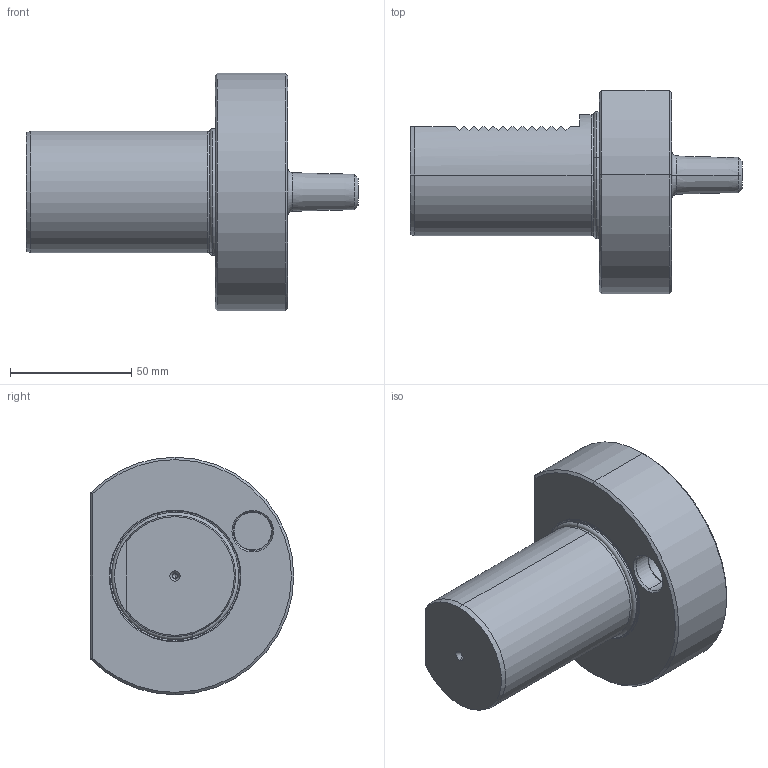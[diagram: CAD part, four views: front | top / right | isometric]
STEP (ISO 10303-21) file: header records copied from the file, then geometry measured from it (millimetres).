
FILE_DESCRIPTION (( 'STEP AP203' ), '1' );
FILE_NAME ('509.14.16.STEP', '2016-11-26T07:04:55', ( '' ), ( '' ), 'SwSTEP 2.0', 'SolidWorks 2012', '' );
FILE_SCHEMA (( 'CONFIG_CONTROL_DESIGN' ));
Length unit declared in the file: millimetre
Products named in the file (4): 509.14.16; 管螺文螺絲; VDI50  頭錐B16; O型環48.7
Assembly tree (3 placements, depth 2):
  509.14.16
    VDI50  頭錐B16
    O型環48.7
    管螺文螺絲
Bounding box: 137 x 84 x 98 mm (x, y, z)
Volume: 350601.2 mm3; surface area: 40717.1 mm2
Topology: 14 solids, 14 shells, 193 faces, 438 edges, 276 vertices
Faces by surface type: cone 77, plane 60, bspline 27, cylinder 17, torus 12
Entity records: 22131 total; most frequent: CARTESIAN_POINT 17797, ORIENTED_EDGE 868, DIRECTION 708, EDGE_CURVE 434, VERTEX_POINT 276, AXIS2_PLACEMENT_3D 268, EDGE_LOOP 204, ADVANCED_FACE 193
